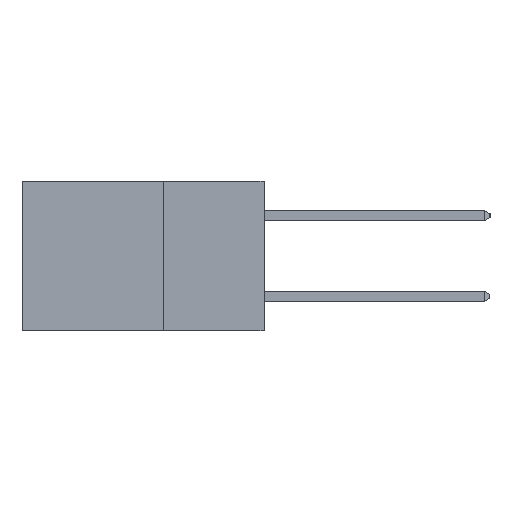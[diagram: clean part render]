
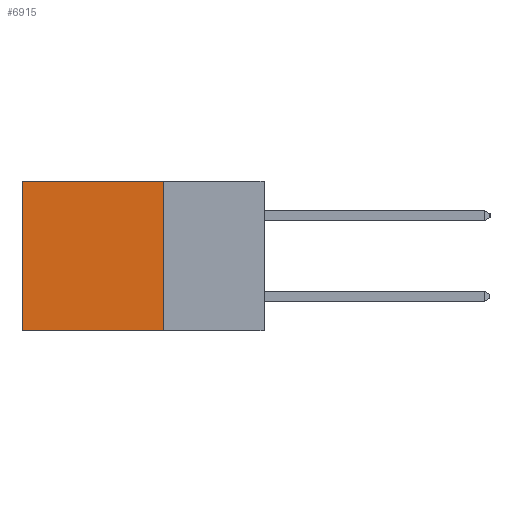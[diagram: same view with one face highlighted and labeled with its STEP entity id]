
A CAD part, left-side view. The second image highlights one B-rep face of the part: STEP entity #6915.
In plain terms, the highlighted planar face has unit normal (-1, 0, 0).
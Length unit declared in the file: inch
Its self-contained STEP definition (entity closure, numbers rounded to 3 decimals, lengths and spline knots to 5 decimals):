
#559 = DIRECTION ( 'NONE',  ( 0., 0., -1. ) ) ;
#1246 = CARTESIAN_POINT ( 'NONE',  ( 0.2615, 0.25, -0.37 ) ) ;
#1433 = CARTESIAN_POINT ( 'NONE',  ( 0.2615, 0.25, 0. ) ) ;
#1615 = VERTEX_POINT ( 'NONE', #15955 ) ;
#1976 = LINE ( 'NONE', #9358, #18317 ) ;
#2202 = LINE ( 'NONE', #9590, #16850 ) ;
#2241 = VECTOR ( 'NONE', #16224, 39.37008 ) ;
#3145 = EDGE_CURVE ( 'NONE', #17257, #1615, #2202, .T. ) ;
#4607 = EDGE_CURVE ( 'NONE', #9202, #1615, #5644, .T. ) ;
#5644 = LINE ( 'NONE', #13090, #10256 ) ;
#6490 = ORIENTED_EDGE ( 'NONE', *, *, #10586, .T. ) ;
#6915 = ADVANCED_FACE ( 'NONE', ( #8983 ), #16444, .F. ) ;
#7420 = VERTEX_POINT ( 'NONE', #1433 ) ;
#7684 = ORIENTED_EDGE ( 'NONE', *, *, #4607, .T. ) ;
#8983 = FACE_OUTER_BOUND ( 'NONE', #10574, .T. ) ;
#9202 = VERTEX_POINT ( 'NONE', #23508 ) ;
#9358 = CARTESIAN_POINT ( 'NONE',  ( 0.2615, 0.25, 0. ) ) ;
#9590 = CARTESIAN_POINT ( 'NONE',  ( 0.2615, 0.25, -0.37 ) ) ;
#10256 = VECTOR ( 'NONE', #559, 39.37008 ) ;
#10561 = CARTESIAN_POINT ( 'NONE',  ( 0.2615, 0.25, -0.37 ) ) ;
#10574 = EDGE_LOOP ( 'NONE', ( #7684, #19242, #13887, #6490 ) ) ;
#10586 = EDGE_CURVE ( 'NONE', #7420, #9202, #1976, .T. ) ;
#11332 = AXIS2_PLACEMENT_3D ( 'NONE', #1246, #20086, #20202 ) ;
#13090 = CARTESIAN_POINT ( 'NONE',  ( 0.2615, 0.6, -0.37 ) ) ;
#13887 = ORIENTED_EDGE ( 'NONE', *, *, #20107, .F. ) ;
#14254 = CARTESIAN_POINT ( 'NONE',  ( 0.2615, 0.25, -0.37 ) ) ;
#15955 = CARTESIAN_POINT ( 'NONE',  ( 0.2615, 0.6, -0.37 ) ) ;
#16224 = DIRECTION ( 'NONE',  ( 0., 0., -1. ) ) ;
#16444 = PLANE ( 'NONE',  #11332 ) ;
#16850 = VECTOR ( 'NONE', #18742, 39.37008 ) ;
#17257 = VERTEX_POINT ( 'NONE', #10561 ) ;
#18317 = VECTOR ( 'NONE', #20222, 39.37008 ) ;
#18742 = DIRECTION ( 'NONE',  ( 0., 1., 0. ) ) ;
#19242 = ORIENTED_EDGE ( 'NONE', *, *, #3145, .F. ) ;
#20086 = DIRECTION ( 'NONE',  ( 1., 0., 0. ) ) ;
#20107 = EDGE_CURVE ( 'NONE', #7420, #17257, #23015, .T. ) ;
#20202 = DIRECTION ( 'NONE',  ( 0., 0., -1. ) ) ;
#20222 = DIRECTION ( 'NONE',  ( 0., 1., 0. ) ) ;
#23015 = LINE ( 'NONE', #14254, #2241 ) ;
#23508 = CARTESIAN_POINT ( 'NONE',  ( 0.2615, 0.6, 0. ) ) ;
